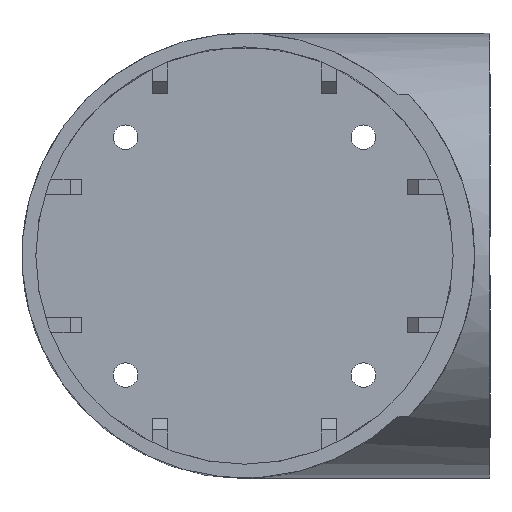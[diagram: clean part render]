
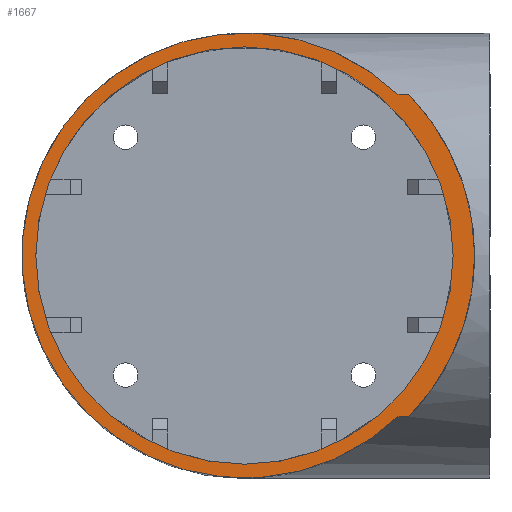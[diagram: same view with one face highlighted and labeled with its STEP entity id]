
A CAD part, top view. The second image highlights one B-rep face of the part: STEP entity #1667.
In plain terms, the highlighted planar face has unit normal (0, 0, 1).
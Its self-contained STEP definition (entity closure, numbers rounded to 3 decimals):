
#31 = CYLINDRICAL_SURFACE('',#32,29.);
#32 = AXIS2_PLACEMENT_3D('',#33,#34,#35);
#33 = CARTESIAN_POINT('',(0.,0.,0.));
#34 = DIRECTION('',(0.,0.,1.));
#35 = DIRECTION('',(1.,0.,0.));
#78 = CYLINDRICAL_SURFACE('',#79,29.);
#79 = AXIS2_PLACEMENT_3D('',#80,#81,#82);
#80 = CARTESIAN_POINT('',(0.,0.,30.));
#81 = DIRECTION('',(1.,0.,0.));
#82 = DIRECTION('',(0.,0.,-1.));
#97 = VERTEX_POINT('',#98);
#98 = CARTESIAN_POINT('',(20.,-21.,50.));
#132 = EDGE_CURVE('',#133,#97,#135,.T.);
#133 = VERTEX_POINT('',#134);
#134 = CARTESIAN_POINT('',(20.,21.,50.));
#135 = SURFACE_CURVE('',#136,(#141,#148),.PCURVE_S1.);
#136 = CIRCLE('',#137,29.);
#137 = AXIS2_PLACEMENT_3D('',#138,#139,#140);
#138 = CARTESIAN_POINT('',(0.,0.,50.));
#139 = DIRECTION('',(0.,0.,1.));
#140 = DIRECTION('',(1.,0.,0.));
#141 = PCURVE('',#31,#142);
#142 = DEFINITIONAL_REPRESENTATION('',(#143),#147);
#143 = LINE('',#144,#145);
#144 = CARTESIAN_POINT('',(0.,50.));
#145 = VECTOR('',#146,1.);
#146 = DIRECTION('',(1.,0.));
#147 = ( GEOMETRIC_REPRESENTATION_CONTEXT(2) 
PARAMETRIC_REPRESENTATION_CONTEXT() REPRESENTATION_CONTEXT('2D SPACE',''
  ) );
#148 = PCURVE('',#149,#154);
#149 = PLANE('',#150);
#150 = AXIS2_PLACEMENT_3D('',#151,#152,#153);
#151 = CARTESIAN_POINT('',(0.,0.,50.));
#152 = DIRECTION('',(0.,0.,1.));
#153 = DIRECTION('',(1.,0.,0.));
#154 = DEFINITIONAL_REPRESENTATION('',(#155),#159);
#155 = CIRCLE('',#156,29.);
#156 = AXIS2_PLACEMENT_2D('',#157,#158);
#157 = CARTESIAN_POINT('',(0.,0.));
#158 = DIRECTION('',(1.,0.));
#159 = ( GEOMETRIC_REPRESENTATION_CONTEXT(2) 
PARAMETRIC_REPRESENTATION_CONTEXT() REPRESENTATION_CONTEXT('2D SPACE',''
  ) );
#1072 = EDGE_CURVE('',#133,#1073,#1075,.T.);
#1073 = VERTEX_POINT('',#1074);
#1074 = CARTESIAN_POINT('',(21.424,21.,50.));
#1075 = SURFACE_CURVE('',#1076,(#1080,#1086),.PCURVE_S1.);
#1076 = LINE('',#1077,#1078);
#1077 = CARTESIAN_POINT('',(0.,21.,50.));
#1078 = VECTOR('',#1079,1.);
#1079 = DIRECTION('',(1.,0.,0.));
#1080 = PCURVE('',#78,#1081);
#1081 = DEFINITIONAL_REPRESENTATION('',(#1082),#1085);
#1082 = B_SPLINE_CURVE_WITH_KNOTS('',1,(#1083,#1084),.UNSPECIFIED.,.F.,
  .F.,(2,2),(0.,32.),.PIECEWISE_BEZIER_KNOTS.);
#1083 = CARTESIAN_POINT('',(2.332,0.));
#1084 = CARTESIAN_POINT('',(2.332,32.));
#1085 = ( GEOMETRIC_REPRESENTATION_CONTEXT(2) 
PARAMETRIC_REPRESENTATION_CONTEXT() REPRESENTATION_CONTEXT('2D SPACE',''
  ) );
#1086 = PCURVE('',#149,#1087);
#1087 = DEFINITIONAL_REPRESENTATION('',(#1088),#1091);
#1088 = B_SPLINE_CURVE_WITH_KNOTS('',1,(#1089,#1090),.UNSPECIFIED.,.F.,
  .F.,(2,2),(0.,32.),.PIECEWISE_BEZIER_KNOTS.);
#1089 = CARTESIAN_POINT('',(0.,21.));
#1090 = CARTESIAN_POINT('',(32.,21.));
#1091 = ( GEOMETRIC_REPRESENTATION_CONTEXT(2) 
PARAMETRIC_REPRESENTATION_CONTEXT() REPRESENTATION_CONTEXT('2D SPACE',''
  ) );
#1259 = CYLINDRICAL_SURFACE('',#1260,30.);
#1260 = AXIS2_PLACEMENT_3D('',#1261,#1262,#1263);
#1261 = CARTESIAN_POINT('',(0.,0.,50.));
#1262 = DIRECTION('',(0.,0.,1.));
#1263 = DIRECTION('',(1.,0.,0.));
#1404 = VERTEX_POINT('',#1405);
#1405 = CARTESIAN_POINT('',(21.424,-21.,50.));
#1648 = EDGE_CURVE('',#97,#1404,#1649,.T.);
#1649 = SURFACE_CURVE('',#1650,(#1654,#1660),.PCURVE_S1.);
#1650 = LINE('',#1651,#1652);
#1651 = CARTESIAN_POINT('',(0.,-21.,50.));
#1652 = VECTOR('',#1653,1.);
#1653 = DIRECTION('',(1.,0.,0.));
#1654 = PCURVE('',#78,#1655);
#1655 = DEFINITIONAL_REPRESENTATION('',(#1656),#1659);
#1656 = B_SPLINE_CURVE_WITH_KNOTS('',1,(#1657,#1658),.UNSPECIFIED.,.F.,
  .F.,(2,2),(0.,32.),.PIECEWISE_BEZIER_KNOTS.);
#1657 = CARTESIAN_POINT('',(3.951,0.));
#1658 = CARTESIAN_POINT('',(3.951,32.));
#1659 = ( GEOMETRIC_REPRESENTATION_CONTEXT(2) 
PARAMETRIC_REPRESENTATION_CONTEXT() REPRESENTATION_CONTEXT('2D SPACE',''
  ) );
#1660 = PCURVE('',#149,#1661);
#1661 = DEFINITIONAL_REPRESENTATION('',(#1662),#1665);
#1662 = B_SPLINE_CURVE_WITH_KNOTS('',1,(#1663,#1664),.UNSPECIFIED.,.F.,
  .F.,(2,2),(0.,32.),.PIECEWISE_BEZIER_KNOTS.);
#1663 = CARTESIAN_POINT('',(0.,-21.));
#1664 = CARTESIAN_POINT('',(32.,-21.));
#1665 = ( GEOMETRIC_REPRESENTATION_CONTEXT(2) 
PARAMETRIC_REPRESENTATION_CONTEXT() REPRESENTATION_CONTEXT('2D SPACE',''
  ) );
#1667 = ADVANCED_FACE('',(#1668,#1763),#149,.T.);
#1668 = FACE_BOUND('',#1669,.T.);
#1669 = EDGE_LOOP('',(#1670,#1716,#1760,#1761,#1762));
#1670 = ORIENTED_EDGE('',*,*,#1671,.T.);
#1671 = EDGE_CURVE('',#1404,#1672,#1674,.T.);
#1672 = VERTEX_POINT('',#1673);
#1673 = CARTESIAN_POINT('',(30.,0.,50.));
#1674 = SURFACE_CURVE('',#1675,(#1680,#1687),.PCURVE_S1.);
#1675 = CIRCLE('',#1676,30.);
#1676 = AXIS2_PLACEMENT_3D('',#1677,#1678,#1679);
#1677 = CARTESIAN_POINT('',(0.,0.,50.));
#1678 = DIRECTION('',(0.,0.,1.));
#1679 = DIRECTION('',(1.,0.,0.));
#1680 = PCURVE('',#149,#1681);
#1681 = DEFINITIONAL_REPRESENTATION('',(#1682),#1686);
#1682 = CIRCLE('',#1683,30.);
#1683 = AXIS2_PLACEMENT_2D('',#1684,#1685);
#1684 = CARTESIAN_POINT('',(0.,0.));
#1685 = DIRECTION('',(1.,0.));
#1686 = ( GEOMETRIC_REPRESENTATION_CONTEXT(2) 
PARAMETRIC_REPRESENTATION_CONTEXT() REPRESENTATION_CONTEXT('2D SPACE',''
  ) );
#1687 = PCURVE('',#1259,#1688);
#1688 = DEFINITIONAL_REPRESENTATION('',(#1689),#1715);
#1689 = B_SPLINE_CURVE_WITH_KNOTS('',3,(#1690,#1691,#1692,#1693,#1694,
    #1695,#1696,#1697,#1698,#1699,#1700,#1701,#1702,#1703,#1704,#1705,
    #1706,#1707,#1708,#1709,#1710,#1711,#1712,#1713,#1714),
  .UNSPECIFIED.,.F.,.F.,(4,1,1,1,1,1,1,1,1,1,1,1,1,1,1,1,1,1,1,1,1,1,4),
  (5.508,5.543,5.578,5.614,
    5.649,5.684,5.719,5.755,
    5.79,5.825,5.86,5.895,
    5.931,5.966,6.001,6.036,
    6.072,6.107,6.142,6.177,
    6.213,6.248,6.283),.QUASI_UNIFORM_KNOTS.);
#1690 = CARTESIAN_POINT('',(-0.775,0.));
#1691 = CARTESIAN_POINT('',(-0.764,0.));
#1692 = CARTESIAN_POINT('',(-0.74,0.));
#1693 = CARTESIAN_POINT('',(-0.705,0.));
#1694 = CARTESIAN_POINT('',(-0.67,0.));
#1695 = CARTESIAN_POINT('',(-0.634,0.));
#1696 = CARTESIAN_POINT('',(-0.599,0.));
#1697 = CARTESIAN_POINT('',(-0.564,0.));
#1698 = CARTESIAN_POINT('',(-0.529,0.));
#1699 = CARTESIAN_POINT('',(-0.493,0.));
#1700 = CARTESIAN_POINT('',(-0.458,0.));
#1701 = CARTESIAN_POINT('',(-0.423,0.));
#1702 = CARTESIAN_POINT('',(-0.388,0.));
#1703 = CARTESIAN_POINT('',(-0.352,0.));
#1704 = CARTESIAN_POINT('',(-0.317,0.));
#1705 = CARTESIAN_POINT('',(-0.282,0.));
#1706 = CARTESIAN_POINT('',(-0.247,0.));
#1707 = CARTESIAN_POINT('',(-0.211,0.));
#1708 = CARTESIAN_POINT('',(-0.176,0.));
#1709 = CARTESIAN_POINT('',(-0.141,0.));
#1710 = CARTESIAN_POINT('',(-0.106,0.));
#1711 = CARTESIAN_POINT('',(-0.07,0.));
#1712 = CARTESIAN_POINT('',(-0.035,0.));
#1713 = CARTESIAN_POINT('',(-0.012,0.));
#1714 = CARTESIAN_POINT('',(0.,0.));
#1715 = ( GEOMETRIC_REPRESENTATION_CONTEXT(2) 
PARAMETRIC_REPRESENTATION_CONTEXT() REPRESENTATION_CONTEXT('2D SPACE',''
  ) );
#1716 = ORIENTED_EDGE('',*,*,#1717,.T.);
#1717 = EDGE_CURVE('',#1672,#1073,#1718,.T.);
#1718 = SURFACE_CURVE('',#1719,(#1724,#1731),.PCURVE_S1.);
#1719 = CIRCLE('',#1720,30.);
#1720 = AXIS2_PLACEMENT_3D('',#1721,#1722,#1723);
#1721 = CARTESIAN_POINT('',(0.,0.,50.));
#1722 = DIRECTION('',(0.,0.,1.));
#1723 = DIRECTION('',(1.,0.,0.));
#1724 = PCURVE('',#149,#1725);
#1725 = DEFINITIONAL_REPRESENTATION('',(#1726),#1730);
#1726 = CIRCLE('',#1727,30.);
#1727 = AXIS2_PLACEMENT_2D('',#1728,#1729);
#1728 = CARTESIAN_POINT('',(0.,0.));
#1729 = DIRECTION('',(1.,0.));
#1730 = ( GEOMETRIC_REPRESENTATION_CONTEXT(2) 
PARAMETRIC_REPRESENTATION_CONTEXT() REPRESENTATION_CONTEXT('2D SPACE',''
  ) );
#1731 = PCURVE('',#1259,#1732);
#1732 = DEFINITIONAL_REPRESENTATION('',(#1733),#1759);
#1733 = B_SPLINE_CURVE_WITH_KNOTS('',3,(#1734,#1735,#1736,#1737,#1738,
    #1739,#1740,#1741,#1742,#1743,#1744,#1745,#1746,#1747,#1748,#1749,
    #1750,#1751,#1752,#1753,#1754,#1755,#1756,#1757,#1758),
  .UNSPECIFIED.,.F.,.F.,(4,1,1,1,1,1,1,1,1,1,1,1,1,1,1,1,1,1,1,1,1,1,4),
  (0.,0.035,0.07,0.106,0.141
    ,0.176,0.211,0.247,0.282,
    0.317,0.352,0.388,0.423,
    0.458,0.493,0.529,0.564,
    0.599,0.634,0.67,0.705,
    0.74,0.775),.QUASI_UNIFORM_KNOTS.);
#1734 = CARTESIAN_POINT('',(0.,0.));
#1735 = CARTESIAN_POINT('',(0.012,0.));
#1736 = CARTESIAN_POINT('',(0.035,0.));
#1737 = CARTESIAN_POINT('',(0.07,0.));
#1738 = CARTESIAN_POINT('',(0.106,0.));
#1739 = CARTESIAN_POINT('',(0.141,0.));
#1740 = CARTESIAN_POINT('',(0.176,0.));
#1741 = CARTESIAN_POINT('',(0.211,0.));
#1742 = CARTESIAN_POINT('',(0.247,0.));
#1743 = CARTESIAN_POINT('',(0.282,0.));
#1744 = CARTESIAN_POINT('',(0.317,0.));
#1745 = CARTESIAN_POINT('',(0.352,0.));
#1746 = CARTESIAN_POINT('',(0.388,0.));
#1747 = CARTESIAN_POINT('',(0.423,0.));
#1748 = CARTESIAN_POINT('',(0.458,0.));
#1749 = CARTESIAN_POINT('',(0.493,0.));
#1750 = CARTESIAN_POINT('',(0.529,0.));
#1751 = CARTESIAN_POINT('',(0.564,0.));
#1752 = CARTESIAN_POINT('',(0.599,0.));
#1753 = CARTESIAN_POINT('',(0.634,0.));
#1754 = CARTESIAN_POINT('',(0.67,0.));
#1755 = CARTESIAN_POINT('',(0.705,0.));
#1756 = CARTESIAN_POINT('',(0.74,0.));
#1757 = CARTESIAN_POINT('',(0.764,0.));
#1758 = CARTESIAN_POINT('',(0.775,0.));
#1759 = ( GEOMETRIC_REPRESENTATION_CONTEXT(2) 
PARAMETRIC_REPRESENTATION_CONTEXT() REPRESENTATION_CONTEXT('2D SPACE',''
  ) );
#1760 = ORIENTED_EDGE('',*,*,#1072,.F.);
#1761 = ORIENTED_EDGE('',*,*,#132,.T.);
#1762 = ORIENTED_EDGE('',*,*,#1648,.T.);
#1763 = FACE_BOUND('',#1764,.T.);
#1764 = EDGE_LOOP('',(#1765));
#1765 = ORIENTED_EDGE('',*,*,#1766,.F.);
#1766 = EDGE_CURVE('',#1767,#1767,#1769,.T.);
#1767 = VERTEX_POINT('',#1768);
#1768 = CARTESIAN_POINT('',(27.2,0.,50.));
#1769 = SURFACE_CURVE('',#1770,(#1775,#1782),.PCURVE_S1.);
#1770 = CIRCLE('',#1771,27.2);
#1771 = AXIS2_PLACEMENT_3D('',#1772,#1773,#1774);
#1772 = CARTESIAN_POINT('',(0.,0.,50.));
#1773 = DIRECTION('',(0.,0.,1.));
#1774 = DIRECTION('',(1.,0.,0.));
#1775 = PCURVE('',#149,#1776);
#1776 = DEFINITIONAL_REPRESENTATION('',(#1777),#1781);
#1777 = CIRCLE('',#1778,27.2);
#1778 = AXIS2_PLACEMENT_2D('',#1779,#1780);
#1779 = CARTESIAN_POINT('',(0.,0.));
#1780 = DIRECTION('',(1.,0.));
#1781 = ( GEOMETRIC_REPRESENTATION_CONTEXT(2) 
PARAMETRIC_REPRESENTATION_CONTEXT() REPRESENTATION_CONTEXT('2D SPACE',''
  ) );
#1782 = PCURVE('',#1783,#1788);
#1783 = CYLINDRICAL_SURFACE('',#1784,27.2);
#1784 = AXIS2_PLACEMENT_3D('',#1785,#1786,#1787);
#1785 = CARTESIAN_POINT('',(0.,0.,60.));
#1786 = DIRECTION('',(0.,0.,1.));
#1787 = DIRECTION('',(1.,0.,0.));
#1788 = DEFINITIONAL_REPRESENTATION('',(#1789),#1793);
#1789 = LINE('',#1790,#1791);
#1790 = CARTESIAN_POINT('',(0.,-10.));
#1791 = VECTOR('',#1792,1.);
#1792 = DIRECTION('',(1.,0.));
#1793 = ( GEOMETRIC_REPRESENTATION_CONTEXT(2) 
PARAMETRIC_REPRESENTATION_CONTEXT() REPRESENTATION_CONTEXT('2D SPACE',''
  ) );
